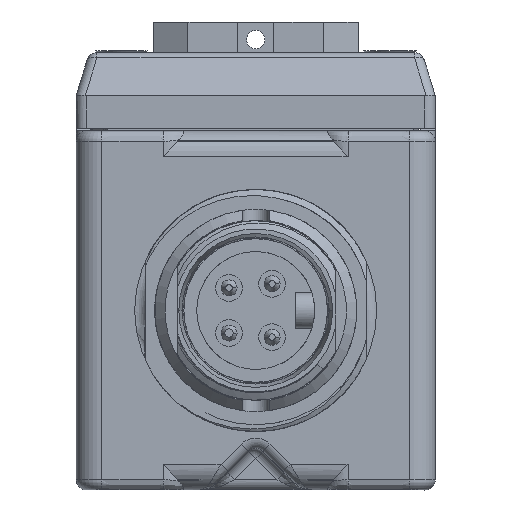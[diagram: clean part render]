
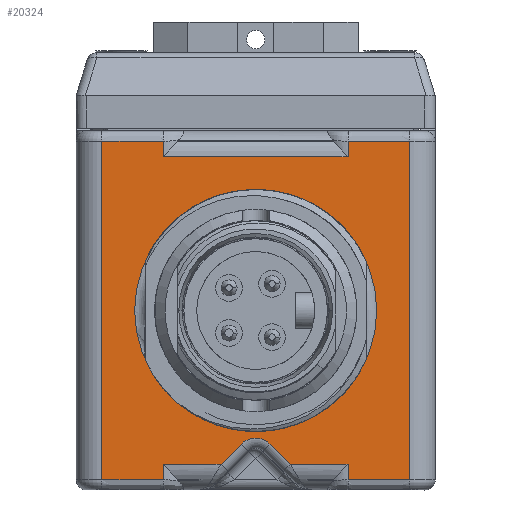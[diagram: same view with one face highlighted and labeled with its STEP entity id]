
A CAD part, front view. The second image highlights one B-rep face of the part: STEP entity #20324.
In plain terms, the highlighted planar face has unit normal (0, -1, 0).
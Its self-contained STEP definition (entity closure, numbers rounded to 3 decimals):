
#1=CARTESIAN_POINT('',(-19.045,-59.44,20.955));
#2=CARTESIAN_POINT('',(-18.521,-59.44,20.955));
#3=CARTESIAN_POINT('',(-17.509,-59.44,20.955));
#4=CARTESIAN_POINT('',(-16.1,-59.44,20.955));
#5=CARTESIAN_POINT('',(-14.789,-59.44,20.955));
#6=CARTESIAN_POINT('',(-13.573,-59.44,20.955));
#7=CARTESIAN_POINT('',(-12.448,-59.44,20.956));
#8=CARTESIAN_POINT('',(-11.759,-59.44,20.953));
#9=CARTESIAN_POINT('',(-11.43,-59.44,20.955));
#11=DIRECTION('',(0.,0.,-1.));
#12=VECTOR('',#11,1.91);
#13=CARTESIAN_POINT('',(-11.43,-59.44,20.955));
#14=LINE('',#13,#12);
#15=DIRECTION('',(0.,0.,-1.));
#16=VECTOR('',#15,1.91);
#17=CARTESIAN_POINT('',(11.43,-59.44,20.955));
#18=LINE('',#17,#16);
#19=CARTESIAN_POINT('',(11.43,-59.44,20.955));
#20=CARTESIAN_POINT('',(11.759,-59.44,20.953));
#21=CARTESIAN_POINT('',(12.448,-59.44,20.956));
#22=CARTESIAN_POINT('',(13.574,-59.44,20.955));
#23=CARTESIAN_POINT('',(14.79,-59.44,20.955));
#24=CARTESIAN_POINT('',(16.1,-59.44,20.955));
#25=CARTESIAN_POINT('',(17.509,-59.44,20.955));
#26=CARTESIAN_POINT('',(18.521,-59.44,20.955));
#27=CARTESIAN_POINT('',(19.045,-59.44,20.955));
#29=CARTESIAN_POINT('',(19.045,-59.44,-20.955));
#30=CARTESIAN_POINT('',(18.521,-59.44,-20.955));
#31=CARTESIAN_POINT('',(17.509,-59.44,-20.955));
#32=CARTESIAN_POINT('',(16.1,-59.44,-20.955));
#33=CARTESIAN_POINT('',(14.79,-59.44,-20.955));
#34=CARTESIAN_POINT('',(13.574,-59.44,-20.955));
#35=CARTESIAN_POINT('',(12.447,-59.44,-20.956));
#36=CARTESIAN_POINT('',(11.759,-59.44,-20.953));
#37=CARTESIAN_POINT('',(11.43,-59.44,-20.955));
#39=DIRECTION('',(0.,0.,-1.));
#40=VECTOR('',#39,1.91);
#41=CARTESIAN_POINT('',(11.43,-59.44,-19.045));
#42=LINE('',#41,#40);
#43=DIRECTION('',(0.,0.,-1.));
#44=VECTOR('',#43,1.91);
#45=CARTESIAN_POINT('',(-11.43,-59.44,-19.045));
#46=LINE('',#45,#44);
#47=CARTESIAN_POINT('',(-11.43,-59.44,-20.955));
#48=CARTESIAN_POINT('',(-11.759,-59.44,-20.953));
#49=CARTESIAN_POINT('',(-12.448,-59.44,-20.956));
#50=CARTESIAN_POINT('',(-13.573,-59.44,-20.955));
#51=CARTESIAN_POINT('',(-14.789,-59.44,-20.955));
#52=CARTESIAN_POINT('',(-16.1,-59.44,-20.955));
#53=CARTESIAN_POINT('',(-17.509,-59.44,-20.955));
#54=CARTESIAN_POINT('',(-18.521,-59.44,-20.955));
#55=CARTESIAN_POINT('',(-19.045,-59.44,-20.955));
#57=DIRECTION('',(0.,0.,1.));
#58=VECTOR('',#57,41.91);
#59=CARTESIAN_POINT('',(-19.045,-59.44,-20.955));
#60=LINE('',#59,#58);
#61=CARTESIAN_POINT('',(0.,-59.44,0.));
#62=DIRECTION('',(0.,-1.,0.));
#63=DIRECTION('',(0.,0.,-1.));
#64=AXIS2_PLACEMENT_3D('',#61,#62,#63);
#66=CARTESIAN_POINT('',(0.,-59.44,0.));
#67=DIRECTION('',(0.,-1.,0.));
#68=DIRECTION('',(0.,0.,1.));
#69=AXIS2_PLACEMENT_3D('',#66,#67,#68);
#5294=DIRECTION('',(1.,0.,0.));
#5295=VECTOR('',#5294,7.142);
#5296=CARTESIAN_POINT('',(-11.43,-59.44,-19.045));
#5297=LINE('',#5296,#5295);
#5333=CARTESIAN_POINT('',(-4.288,-59.44,-19.045));
#5402=CARTESIAN_POINT('',(0.,-59.44,-18.349));
#5403=DIRECTION('',(0.,1.,0.));
#5404=DIRECTION('',(-0.707,0.,0.707));
#5405=AXIS2_PLACEMENT_3D('',#5402,#5403,#5404);
#5407=DIRECTION('',(0.707,0.,0.707));
#5408=VECTOR('',#5407,3.525);
#5409=CARTESIAN_POINT('',(-4.288,-59.44,-19.045));
#5410=LINE('',#5409,#5408);
#5420=DIRECTION('',(-0.707,0.,0.707));
#5421=VECTOR('',#5420,3.525);
#5422=CARTESIAN_POINT('',(4.288,-59.44,-19.045));
#5423=LINE('',#5422,#5421);
#5584=DIRECTION('',(1.,0.,0.));
#5585=VECTOR('',#5584,7.142);
#5586=CARTESIAN_POINT('',(4.288,-59.44,-19.045));
#5587=LINE('',#5586,#5585);
#5693=DIRECTION('',(0.,0.,1.));
#5694=VECTOR('',#5693,41.91);
#5695=CARTESIAN_POINT('',(19.045,-59.44,-20.955));
#5696=LINE('',#5695,#5694);
#5975=DIRECTION('',(-1.,0.,0.));
#5976=VECTOR('',#5975,22.86);
#5977=CARTESIAN_POINT('',(11.43,-59.44,19.045));
#5978=LINE('',#5977,#5976);
#17589=CARTESIAN_POINT('',(0.,-59.44,-14.985));
#17590=CARTESIAN_POINT('',(0.,-59.44,14.985));
#17591=VERTEX_POINT('',#17589);
#17592=VERTEX_POINT('',#17590);
#17653=VERTEX_POINT('',#5333);
#17654=CARTESIAN_POINT('',(-1.796,-59.44,-16.553));
#17655=VERTEX_POINT('',#17654);
#17660=CARTESIAN_POINT('',(1.796,-59.44,-16.553));
#17661=VERTEX_POINT('',#17660);
#17662=CARTESIAN_POINT('',(4.288,-59.44,-19.045));
#17663=VERTEX_POINT('',#17662);
#17778=CARTESIAN_POINT('',(19.045,-59.44,20.955));
#17779=VERTEX_POINT('',#17778);
#17782=VERTEX_POINT('',#1);
#17783=VERTEX_POINT('',#9);
#17785=VERTEX_POINT('',#19);
#17798=CARTESIAN_POINT('',(-19.045,-59.44,-20.955));
#17799=VERTEX_POINT('',#17798);
#17802=VERTEX_POINT('',#29);
#17803=VERTEX_POINT('',#37);
#17805=VERTEX_POINT('',#47);
#17812=CARTESIAN_POINT('',(-11.43,-59.44,19.045));
#17813=VERTEX_POINT('',#17812);
#17892=CARTESIAN_POINT('',(11.43,-59.44,19.045));
#17893=VERTEX_POINT('',#17892);
#17896=CARTESIAN_POINT('',(-11.43,-59.44,-19.045));
#17897=VERTEX_POINT('',#17896);
#17898=CARTESIAN_POINT('',(11.43,-59.44,-19.045));
#17899=VERTEX_POINT('',#17898);
#20279=CARTESIAN_POINT('',(0.,-59.44,0.));
#20280=DIRECTION('',(0.,1.,0.));
#20281=DIRECTION('',(1.,0.,0.));
#20282=AXIS2_PLACEMENT_3D('',#20279,#20280,#20281);
#20283=PLANE('',#20282);
#20285=ORIENTED_EDGE('',*,*,#20284,.T.);
#20287=ORIENTED_EDGE('',*,*,#20286,.T.);
#20289=ORIENTED_EDGE('',*,*,#20288,.F.);
#20291=ORIENTED_EDGE('',*,*,#20290,.F.);
#20293=ORIENTED_EDGE('',*,*,#20292,.T.);
#20295=ORIENTED_EDGE('',*,*,#20294,.F.);
#20297=ORIENTED_EDGE('',*,*,#20296,.T.);
#20299=ORIENTED_EDGE('',*,*,#20298,.F.);
#20301=ORIENTED_EDGE('',*,*,#20300,.F.);
#20303=ORIENTED_EDGE('',*,*,#20302,.T.);
#20305=ORIENTED_EDGE('',*,*,#20304,.F.);
#20307=ORIENTED_EDGE('',*,*,#20306,.F.);
#20309=ORIENTED_EDGE('',*,*,#20308,.F.);
#20311=ORIENTED_EDGE('',*,*,#20310,.T.);
#20313=ORIENTED_EDGE('',*,*,#20312,.T.);
#20315=ORIENTED_EDGE('',*,*,#20314,.T.);
#20316=EDGE_LOOP('',(#20285,#20287,#20289,#20291,#20293,#20295,#20297,#20299,
#20301,#20303,#20305,#20307,#20309,#20311,#20313,#20315));
#20317=FACE_OUTER_BOUND('',#20316,.F.);
#20319=ORIENTED_EDGE('',*,*,#20318,.T.);
#20321=ORIENTED_EDGE('',*,*,#20320,.T.);
#20322=EDGE_LOOP('',(#20319,#20321));
#20323=FACE_BOUND('',#20322,.F.);
#20324=ADVANCED_FACE('',(#20317,#20323),#20283,.F.);
#10=B_SPLINE_CURVE_WITH_KNOTS('',3,(#1,#2,#3,#4,#5,#6,#7,#8,#9),.UNSPECIFIED.,
.F.,.F.,(4,1,1,1,1,1,4),(0.,0.167,0.333,0.5,
0.667,0.833,1.),.UNSPECIFIED.);
#28=B_SPLINE_CURVE_WITH_KNOTS('',3,(#19,#20,#21,#22,#23,#24,#25,#26,#27),
.UNSPECIFIED.,.F.,.F.,(4,1,1,1,1,1,4),(0.,0.167,0.333,
0.5,0.667,0.833,1.),.UNSPECIFIED.);
#38=B_SPLINE_CURVE_WITH_KNOTS('',3,(#29,#30,#31,#32,#33,#34,#35,#36,#37),
.UNSPECIFIED.,.F.,.F.,(4,1,1,1,1,1,4),(0.,0.167,0.333,
0.5,0.667,0.833,1.),.UNSPECIFIED.);
#56=B_SPLINE_CURVE_WITH_KNOTS('',3,(#47,#48,#49,#50,#51,#52,#53,#54,#55),
.UNSPECIFIED.,.F.,.F.,(4,1,1,1,1,1,4),(0.,0.167,0.333,
0.5,0.667,0.833,1.),.UNSPECIFIED.);
#65=CIRCLE('',#64,14.985);
#70=CIRCLE('',#69,14.985);
#5406=CIRCLE('',#5405,2.54);
#20284=EDGE_CURVE('',#17782,#17783,#10,.T.);
#20286=EDGE_CURVE('',#17783,#17813,#14,.T.);
#20288=EDGE_CURVE('',#17893,#17813,#5978,.T.);
#20290=EDGE_CURVE('',#17785,#17893,#18,.T.);
#20292=EDGE_CURVE('',#17785,#17779,#28,.T.);
#20294=EDGE_CURVE('',#17802,#17779,#5696,.T.);
#20296=EDGE_CURVE('',#17802,#17803,#38,.T.);
#20298=EDGE_CURVE('',#17899,#17803,#42,.T.);
#20300=EDGE_CURVE('',#17663,#17899,#5587,.T.);
#20302=EDGE_CURVE('',#17663,#17661,#5423,.T.);
#20304=EDGE_CURVE('',#17655,#17661,#5406,.T.);
#20306=EDGE_CURVE('',#17653,#17655,#5410,.T.);
#20308=EDGE_CURVE('',#17897,#17653,#5297,.T.);
#20310=EDGE_CURVE('',#17897,#17805,#46,.T.);
#20312=EDGE_CURVE('',#17805,#17799,#56,.T.);
#20314=EDGE_CURVE('',#17799,#17782,#60,.T.);
#20318=EDGE_CURVE('',#17591,#17592,#65,.T.);
#20320=EDGE_CURVE('',#17592,#17591,#70,.T.);
